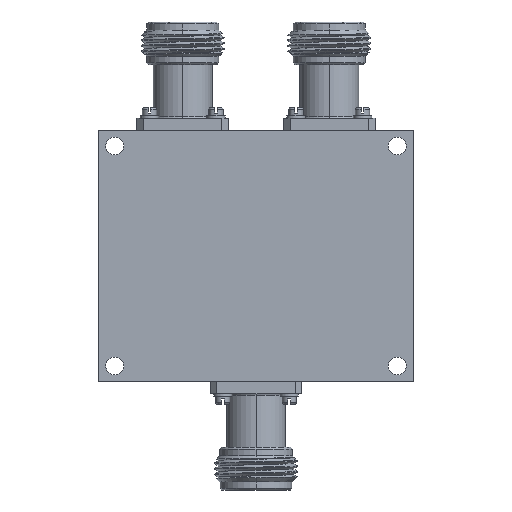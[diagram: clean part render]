
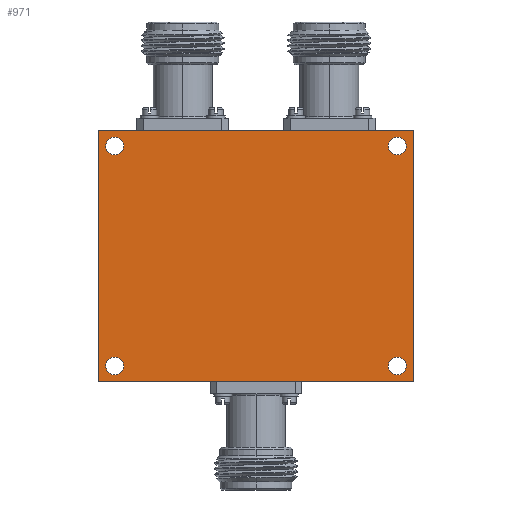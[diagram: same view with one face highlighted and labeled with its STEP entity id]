
A CAD part, front view. The second image highlights one B-rep face of the part: STEP entity #971.
In plain terms, the highlighted planar face has unit normal (0, -1, 0).
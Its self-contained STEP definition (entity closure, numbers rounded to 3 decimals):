
#227 = VECTOR ( 'NONE', #2012, 1000. ) ;
#397 = EDGE_LOOP ( 'NONE', ( #2724, #2772 ) ) ;
#449 = VERTEX_POINT ( 'NONE', #1321 ) ;
#496 = DIRECTION ( 'NONE',  ( 0., 1., 0. ) ) ;
#512 = AXIS2_PLACEMENT_3D ( 'NONE', #697, #1113, #670 ) ;
#576 = CARTESIAN_POINT ( 'NONE',  ( -27., -10., 21. ) ) ;
#642 = DIRECTION ( 'NONE',  ( 0., 1., 0. ) ) ;
#670 = DIRECTION ( 'NONE',  ( 0., 0., 1. ) ) ;
#697 = CARTESIAN_POINT ( 'NONE',  ( -27., -10., -21. ) ) ;
#707 = AXIS2_PLACEMENT_3D ( 'NONE', #4461, #2634, #4951 ) ;
#795 = VECTOR ( 'NONE', #4705, 1000. ) ;
#811 = AXIS2_PLACEMENT_3D ( 'NONE', #4714, #1475, #3340 ) ;
#851 = CARTESIAN_POINT ( 'NONE',  ( 30., -10., -24. ) ) ;
#908 = AXIS2_PLACEMENT_3D ( 'NONE', #5025, #4934, #3157 ) ;
#929 = VECTOR ( 'NONE', #3120, 1000. ) ;
#971 = ADVANCED_FACE ( 'NONE', ( #5141, #2351, #1998, #1554, #1914 ), #2378, .F. ) ;
#996 = ORIENTED_EDGE ( 'NONE', *, *, #5834, .F. ) ;
#1000 = CARTESIAN_POINT ( 'NONE',  ( -27., -10., 21. ) ) ;
#1113 = DIRECTION ( 'NONE',  ( 0., 1., 0. ) ) ;
#1139 = CARTESIAN_POINT ( 'NONE',  ( 27., -10., 19.3 ) ) ;
#1162 = CARTESIAN_POINT ( 'NONE',  ( 30., -10., 24. ) ) ;
#1321 = CARTESIAN_POINT ( 'NONE',  ( -30., -10., -24. ) ) ;
#1327 = VERTEX_POINT ( 'NONE', #851 ) ;
#1475 = DIRECTION ( 'NONE',  ( 0., 1., 0. ) ) ;
#1508 = ORIENTED_EDGE ( 'NONE', *, *, #2798, .T. ) ;
#1515 = DIRECTION ( 'NONE',  ( 0., 1., 0. ) ) ;
#1529 = EDGE_CURVE ( 'NONE', #449, #4172, #2022, .T. ) ;
#1554 = FACE_BOUND ( 'NONE', #2353, .T. ) ;
#1564 = EDGE_CURVE ( 'NONE', #2603, #4290, #3533, .T. ) ;
#1570 = CARTESIAN_POINT ( 'NONE',  ( -27., -10., 22.7 ) ) ;
#1587 = VERTEX_POINT ( 'NONE', #1693 ) ;
#1615 = ORIENTED_EDGE ( 'NONE', *, *, #2899, .F. ) ;
#1637 = CIRCLE ( 'NONE', #512, 1.7 ) ;
#1671 = CARTESIAN_POINT ( 'NONE',  ( -30., -10., 24. ) ) ;
#1692 = CARTESIAN_POINT ( 'NONE',  ( -30., -10., 24. ) ) ;
#1693 = CARTESIAN_POINT ( 'NONE',  ( -27., -10., 19.3 ) ) ;
#1846 = CIRCLE ( 'NONE', #3470, 1.7 ) ;
#1894 = VERTEX_POINT ( 'NONE', #1570 ) ;
#1914 = FACE_OUTER_BOUND ( 'NONE', #2835, .T. ) ;
#1998 = FACE_BOUND ( 'NONE', #397, .T. ) ;
#2004 = EDGE_CURVE ( 'NONE', #1327, #449, #4664, .T. ) ;
#2012 = DIRECTION ( 'NONE',  ( -1., 0., 0. ) ) ;
#2021 = DIRECTION ( 'NONE',  ( 0., 0., 1. ) ) ;
#2022 = LINE ( 'NONE', #5601, #795 ) ;
#2060 = ORIENTED_EDGE ( 'NONE', *, *, #2649, .T. ) ;
#2189 = CARTESIAN_POINT ( 'NONE',  ( 27., -10., 22.7 ) ) ;
#2191 = CARTESIAN_POINT ( 'NONE',  ( 27., -10., -19.3 ) ) ;
#2196 = ORIENTED_EDGE ( 'NONE', *, *, #2729, .T. ) ;
#2243 = LINE ( 'NONE', #5423, #4890 ) ;
#2307 = AXIS2_PLACEMENT_3D ( 'NONE', #576, #1515, #3276 ) ;
#2351 = FACE_BOUND ( 'NONE', #2988, .T. ) ;
#2353 = EDGE_LOOP ( 'NONE', ( #2196, #4659 ) ) ;
#2378 = PLANE ( 'NONE',  #811 ) ;
#2388 = CIRCLE ( 'NONE', #707, 1.7 ) ;
#2397 = CARTESIAN_POINT ( 'NONE',  ( -30., -10., -24. ) ) ;
#2407 = VERTEX_POINT ( 'NONE', #3192 ) ;
#2418 = ORIENTED_EDGE ( 'NONE', *, *, #1529, .F. ) ;
#2457 = DIRECTION ( 'NONE',  ( 0., 1., 0. ) ) ;
#2603 = VERTEX_POINT ( 'NONE', #1139 ) ;
#2634 = DIRECTION ( 'NONE',  ( 0., 1., 0. ) ) ;
#2649 = EDGE_CURVE ( 'NONE', #2407, #4796, #5454, .T. ) ;
#2674 = AXIS2_PLACEMENT_3D ( 'NONE', #4287, #2457, #2021 ) ;
#2724 = ORIENTED_EDGE ( 'NONE', *, *, #4821, .T. ) ;
#2729 = EDGE_CURVE ( 'NONE', #5150, #5215, #1637, .T. ) ;
#2772 = ORIENTED_EDGE ( 'NONE', *, *, #1564, .T. ) ;
#2793 = DIRECTION ( 'NONE',  ( 0., 0., 1. ) ) ;
#2798 = EDGE_CURVE ( 'NONE', #4796, #2407, #2388, .T. ) ;
#2835 = EDGE_LOOP ( 'NONE', ( #2418, #4870, #1615, #996 ) ) ;
#2899 = EDGE_CURVE ( 'NONE', #4610, #1327, #2243, .T. ) ;
#2988 = EDGE_LOOP ( 'NONE', ( #4891, #2997 ) ) ;
#2997 = ORIENTED_EDGE ( 'NONE', *, *, #4895, .T. ) ;
#3052 = CARTESIAN_POINT ( 'NONE',  ( -27., -10., -22.7 ) ) ;
#3120 = DIRECTION ( 'NONE',  ( 1., 0., 0. ) ) ;
#3157 = DIRECTION ( 'NONE',  ( 0., 0., 1. ) ) ;
#3192 = CARTESIAN_POINT ( 'NONE',  ( 27., -10., -22.7 ) ) ;
#3276 = DIRECTION ( 'NONE',  ( 0., 0., 1. ) ) ;
#3340 = DIRECTION ( 'NONE',  ( 0., 0., 1. ) ) ;
#3470 = AXIS2_PLACEMENT_3D ( 'NONE', #1000, #5106, #2793 ) ;
#3509 = LINE ( 'NONE', #1692, #929 ) ;
#3533 = CIRCLE ( 'NONE', #4107, 1.7 ) ;
#3677 = CARTESIAN_POINT ( 'NONE',  ( -27., -10., -21. ) ) ;
#3768 = EDGE_CURVE ( 'NONE', #5215, #5150, #4206, .T. ) ;
#3847 = CIRCLE ( 'NONE', #908, 1.7 ) ;
#3874 = CARTESIAN_POINT ( 'NONE',  ( 27., -10., 21. ) ) ;
#4036 = CIRCLE ( 'NONE', #2307, 1.7 ) ;
#4107 = AXIS2_PLACEMENT_3D ( 'NONE', #3874, #642, #4236 ) ;
#4172 = VERTEX_POINT ( 'NONE', #1671 ) ;
#4206 = CIRCLE ( 'NONE', #4587, 1.7 ) ;
#4236 = DIRECTION ( 'NONE',  ( 0., 0., 1. ) ) ;
#4287 = CARTESIAN_POINT ( 'NONE',  ( 27., -10., -21. ) ) ;
#4290 = VERTEX_POINT ( 'NONE', #2189 ) ;
#4461 = CARTESIAN_POINT ( 'NONE',  ( 27., -10., -21. ) ) ;
#4525 = DIRECTION ( 'NONE',  ( 0., 0., -1. ) ) ;
#4530 = EDGE_LOOP ( 'NONE', ( #1508, #2060 ) ) ;
#4587 = AXIS2_PLACEMENT_3D ( 'NONE', #3677, #496, #5853 ) ;
#4610 = VERTEX_POINT ( 'NONE', #1162 ) ;
#4659 = ORIENTED_EDGE ( 'NONE', *, *, #3768, .T. ) ;
#4664 = LINE ( 'NONE', #2397, #227 ) ;
#4705 = DIRECTION ( 'NONE',  ( 0., 0., 1. ) ) ;
#4714 = CARTESIAN_POINT ( 'NONE',  ( 0., -10., 0. ) ) ;
#4796 = VERTEX_POINT ( 'NONE', #2191 ) ;
#4821 = EDGE_CURVE ( 'NONE', #4290, #2603, #3847, .T. ) ;
#4870 = ORIENTED_EDGE ( 'NONE', *, *, #2004, .F. ) ;
#4890 = VECTOR ( 'NONE', #4525, 1000. ) ;
#4891 = ORIENTED_EDGE ( 'NONE', *, *, #5015, .T. ) ;
#4895 = EDGE_CURVE ( 'NONE', #1587, #1894, #1846, .T. ) ;
#4934 = DIRECTION ( 'NONE',  ( 0., 1., 0. ) ) ;
#4951 = DIRECTION ( 'NONE',  ( 0., 0., 1. ) ) ;
#5015 = EDGE_CURVE ( 'NONE', #1894, #1587, #4036, .T. ) ;
#5025 = CARTESIAN_POINT ( 'NONE',  ( 27., -10., 21. ) ) ;
#5106 = DIRECTION ( 'NONE',  ( 0., 1., 0. ) ) ;
#5141 = FACE_BOUND ( 'NONE', #4530, .T. ) ;
#5150 = VERTEX_POINT ( 'NONE', #5277 ) ;
#5215 = VERTEX_POINT ( 'NONE', #3052 ) ;
#5277 = CARTESIAN_POINT ( 'NONE',  ( -27., -10., -19.3 ) ) ;
#5423 = CARTESIAN_POINT ( 'NONE',  ( 30., -10., -24. ) ) ;
#5454 = CIRCLE ( 'NONE', #2674, 1.7 ) ;
#5601 = CARTESIAN_POINT ( 'NONE',  ( -30., -10., -24. ) ) ;
#5834 = EDGE_CURVE ( 'NONE', #4172, #4610, #3509, .T. ) ;
#5853 = DIRECTION ( 'NONE',  ( 0., 0., 1. ) ) ;
